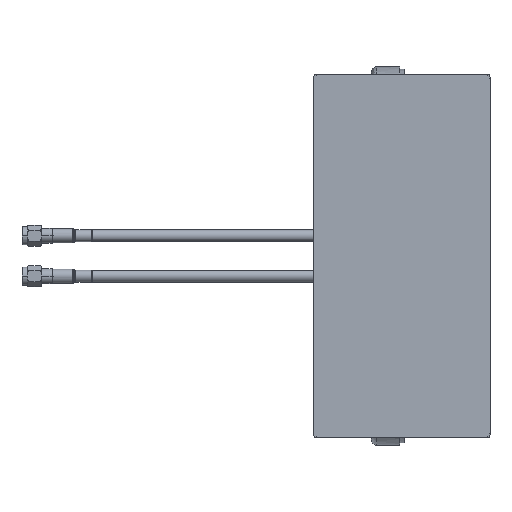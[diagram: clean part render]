
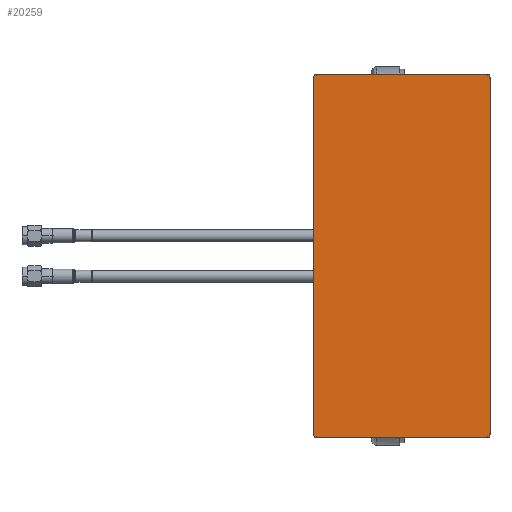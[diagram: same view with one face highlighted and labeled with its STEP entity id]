
A CAD part, front view. The second image highlights one B-rep face of the part: STEP entity #20259.
In plain terms, the highlighted planar face has unit normal (0, -1, 0).
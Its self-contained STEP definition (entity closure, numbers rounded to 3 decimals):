
#363 = LINE ( 'NONE', #2399, #20388 ) ;
#367 = VERTEX_POINT ( 'NONE', #7084 ) ;
#538 = CARTESIAN_POINT ( 'NONE',  ( 78.012, 0., -38.002 ) ) ;
#746 = EDGE_CURVE ( 'NONE', #5724, #19054, #6626, .T. ) ;
#769 = CARTESIAN_POINT ( 'NONE',  ( -78.656, 0., -37.417 ) ) ;
#1206 = CARTESIAN_POINT ( 'NONE',  ( 77.58, 0., 38.1 ) ) ;
#1284 = EDGE_CURVE ( 'NONE', #1772, #15065, #22573, .T. ) ;
#1506 = DIRECTION ( 'NONE',  ( 0., 0., 1. ) ) ;
#1553 = CARTESIAN_POINT ( 'NONE',  ( -78.503, 0., 37.669 ) ) ;
#1622 = EDGE_CURVE ( 'NONE', #11184, #23314, #10120, .T. ) ;
#1772 = VERTEX_POINT ( 'NONE', #13490 ) ;
#1823 = CARTESIAN_POINT ( 'NONE',  ( -78.148, 0., 37.943 ) ) ;
#2163 = ORIENTED_EDGE ( 'NONE', *, *, #1284, .F. ) ;
#2399 = CARTESIAN_POINT ( 'NONE',  ( -77.2, 0., 38.1 ) ) ;
#2652 = CARTESIAN_POINT ( 'NONE',  ( 77.58, 0., -38.1 ) ) ;
#2669 = CARTESIAN_POINT ( 'NONE',  ( -78.7, 0., -37.121 ) ) ;
#2728 = EDGE_CURVE ( 'NONE', #15065, #5724, #10255, .T. ) ;
#2917 = CARTESIAN_POINT ( 'NONE',  ( 78.503, 0., -37.669 ) ) ;
#3735 = ORIENTED_EDGE ( 'NONE', *, *, #14075, .F. ) ;
#3748 = EDGE_CURVE ( 'NONE', #16851, #367, #16822, .T. ) ;
#3777 = CARTESIAN_POINT ( 'NONE',  ( -78.012, 0., 38.002 ) ) ;
#4650 = CARTESIAN_POINT ( 'NONE',  ( -78.7, 0., -37.121 ) ) ;
#4682 = CARTESIAN_POINT ( 'NONE',  ( 77.432, 0., -38.1 ) ) ;
#5176 = CARTESIAN_POINT ( 'NONE',  ( 77.726, 0., 38.081 ) ) ;
#5649 = CARTESIAN_POINT ( 'NONE',  ( -77.2, 0., -38.1 ) ) ;
#5660 = ORIENTED_EDGE ( 'NONE', *, *, #6048, .F. ) ;
#5697 = CARTESIAN_POINT ( 'NONE',  ( -78.656, 0., 37.417 ) ) ;
#5724 = VERTEX_POINT ( 'NONE', #16718 ) ;
#6048 = EDGE_CURVE ( 'NONE', #23314, #16851, #25369, .T. ) ;
#6517 = CARTESIAN_POINT ( 'NONE',  ( 78.7, 0., -38.1 ) ) ;
#6626 = B_SPLINE_CURVE_WITH_KNOTS ( 'NONE', 3,
 ( #21477, #11084, #7030, #2917, #21731, #23558, #538, #15466, #2652, #4682 ),
 .UNSPECIFIED., .F., .F.,
 ( 4, 2, 2, 2, 4 ),
 ( 0., 0., 0.001, 0.001, 0.002 ),
 .UNSPECIFIED. ) ;
#6904 = CARTESIAN_POINT ( 'NONE',  ( -77.726, 0., -38.081 ) ) ;
#6958 = ORIENTED_EDGE ( 'NONE', *, *, #3748, .F. ) ;
#7030 = CARTESIAN_POINT ( 'NONE',  ( 78.656, 0., -37.417 ) ) ;
#7084 = CARTESIAN_POINT ( 'NONE',  ( -77.432, 0., 38.1 ) ) ;
#7109 = CARTESIAN_POINT ( 'NONE',  ( -78.7, 0., -38.1 ) ) ;
#7277 = CARTESIAN_POINT ( 'NONE',  ( 78.656, 0., 37.417 ) ) ;
#7552 = CARTESIAN_POINT ( 'NONE',  ( 78.502, 0., 37.671 ) ) ;
#8191 = CARTESIAN_POINT ( 'NONE',  ( 78.7, 0., 37.121 ) ) ;
#8777 = CARTESIAN_POINT ( 'NONE',  ( -78.7, 0., -37.271 ) ) ;
#9400 = CARTESIAN_POINT ( 'NONE',  ( 78.7, 0., 37.271 ) ) ;
#10008 = CARTESIAN_POINT ( 'NONE',  ( -78.7, 0., 37.121 ) ) ;
#10120 = B_SPLINE_CURVE_WITH_KNOTS ( 'NONE', 3,
 ( #23781, #25544, #6904, #21346, #25894, #13305, #21615, #769, #8777, #4650 ),
 .UNSPECIFIED., .F., .F.,
 ( 4, 2, 2, 2, 4 ),
 ( 0., 0., 0.001, 0.001, 0.002 ),
 .UNSPECIFIED. ) ;
#10126 = ORIENTED_EDGE ( 'NONE', *, *, #1622, .F. ) ;
#10255 = LINE ( 'NONE', #6517, #11542 ) ;
#10493 = LINE ( 'NONE', #11570, #21316 ) ;
#11084 = CARTESIAN_POINT ( 'NONE',  ( 78.7, 0., -37.271 ) ) ;
#11184 = VERTEX_POINT ( 'NONE', #26677 ) ;
#11377 = ORIENTED_EDGE ( 'NONE', *, *, #18216, .F. ) ;
#11542 = VECTOR ( 'NONE', #22825, 1000. ) ;
#11570 = CARTESIAN_POINT ( 'NONE',  ( -77.2, 0., -38.1 ) ) ;
#13305 = CARTESIAN_POINT ( 'NONE',  ( -78.394, 0., -37.777 ) ) ;
#13432 = DIRECTION ( 'NONE',  ( 0., 0., 1. ) ) ;
#13490 = CARTESIAN_POINT ( 'NONE',  ( 77.432, 0., 38.1 ) ) ;
#13844 = CARTESIAN_POINT ( 'NONE',  ( 78.394, 0., 37.777 ) ) ;
#13901 = FACE_OUTER_BOUND ( 'NONE', #20556, .T. ) ;
#14075 = EDGE_CURVE ( 'NONE', #367, #1772, #363, .T. ) ;
#15065 = VERTEX_POINT ( 'NONE', #8191 ) ;
#15466 = CARTESIAN_POINT ( 'NONE',  ( 77.726, 0., -38.081 ) ) ;
#15889 = CARTESIAN_POINT ( 'NONE',  ( 78.148, 0., 37.943 ) ) ;
#16061 = DIRECTION ( 'NONE',  ( -1., 0., 0. ) ) ;
#16237 = CARTESIAN_POINT ( 'NONE',  ( -77.58, 0., 38.1 ) ) ;
#16335 = CARTESIAN_POINT ( 'NONE',  ( -78.394, 0., 37.777 ) ) ;
#16629 = ORIENTED_EDGE ( 'NONE', *, *, #2728, .F. ) ;
#16718 = CARTESIAN_POINT ( 'NONE',  ( 78.7, 0., -37.121 ) ) ;
#16822 = B_SPLINE_CURVE_WITH_KNOTS ( 'NONE', 3,
 ( #10008, #18443, #5697, #1553, #16335, #1823, #3777, #20726, #16237, #18263 ),
 .UNSPECIFIED., .F., .F.,
 ( 4, 2, 2, 2, 4 ),
 ( 0., 0., 0.001, 0.001, 0.002 ),
 .UNSPECIFIED. ) ;
#16851 = VERTEX_POINT ( 'NONE', #20353 ) ;
#18119 = DIRECTION ( 'NONE',  ( 0., 1., 0. ) ) ;
#18216 = EDGE_CURVE ( 'NONE', #19054, #11184, #10493, .T. ) ;
#18263 = CARTESIAN_POINT ( 'NONE',  ( -77.432, 0., 38.1 ) ) ;
#18443 = CARTESIAN_POINT ( 'NONE',  ( -78.7, 0., 37.271 ) ) ;
#19010 = ORIENTED_EDGE ( 'NONE', *, *, #746, .F. ) ;
#19054 = VERTEX_POINT ( 'NONE', #20305 ) ;
#19189 = DIRECTION ( 'NONE',  ( 1., 0., 0. ) ) ;
#20127 = CARTESIAN_POINT ( 'NONE',  ( 77.432, 0., 38.1 ) ) ;
#20259 = ADVANCED_FACE ( 'NONE', ( #13901 ), #26766, .F. ) ;
#20305 = CARTESIAN_POINT ( 'NONE',  ( 77.432, 0., -38.1 ) ) ;
#20353 = CARTESIAN_POINT ( 'NONE',  ( -78.7, 0., 37.121 ) ) ;
#20388 = VECTOR ( 'NONE', #19189, 1000. ) ;
#20556 = EDGE_LOOP ( 'NONE', ( #10126, #11377, #19010, #16629, #2163, #3735, #6958, #5660 ) ) ;
#20726 = CARTESIAN_POINT ( 'NONE',  ( -77.726, 0., 38.081 ) ) ;
#21316 = VECTOR ( 'NONE', #16061, 1000. ) ;
#21346 = CARTESIAN_POINT ( 'NONE',  ( -78.011, 0., -38.003 ) ) ;
#21443 = VECTOR ( 'NONE', #13432, 1000. ) ;
#21477 = CARTESIAN_POINT ( 'NONE',  ( 78.7, 0., -37.121 ) ) ;
#21615 = CARTESIAN_POINT ( 'NONE',  ( -78.502, 0., -37.671 ) ) ;
#21731 = CARTESIAN_POINT ( 'NONE',  ( 78.394, 0., -37.777 ) ) ;
#22059 = CARTESIAN_POINT ( 'NONE',  ( 78.011, 0., 38.003 ) ) ;
#22573 = B_SPLINE_CURVE_WITH_KNOTS ( 'NONE', 3,
 ( #20127, #1206, #5176, #22059, #15889, #13844, #7552, #7277, #9400, #26451 ),
 .UNSPECIFIED., .F., .F.,
 ( 4, 2, 2, 2, 4 ),
 ( 0., 0., 0.001, 0.001, 0.002 ),
 .UNSPECIFIED. ) ;
#22825 = DIRECTION ( 'NONE',  ( 0., 0., -1. ) ) ;
#23314 = VERTEX_POINT ( 'NONE', #2669 ) ;
#23558 = CARTESIAN_POINT ( 'NONE',  ( 78.148, 0., -37.943 ) ) ;
#23781 = CARTESIAN_POINT ( 'NONE',  ( -77.432, 0., -38.1 ) ) ;
#25369 = LINE ( 'NONE', #7109, #21443 ) ;
#25544 = CARTESIAN_POINT ( 'NONE',  ( -77.58, 0., -38.1 ) ) ;
#25657 = AXIS2_PLACEMENT_3D ( 'NONE', #5649, #18119, #1506 ) ;
#25894 = CARTESIAN_POINT ( 'NONE',  ( -78.148, 0., -37.943 ) ) ;
#26451 = CARTESIAN_POINT ( 'NONE',  ( 78.7, 0., 37.121 ) ) ;
#26677 = CARTESIAN_POINT ( 'NONE',  ( -77.432, 0., -38.1 ) ) ;
#26766 = PLANE ( 'NONE',  #25657 ) ;
